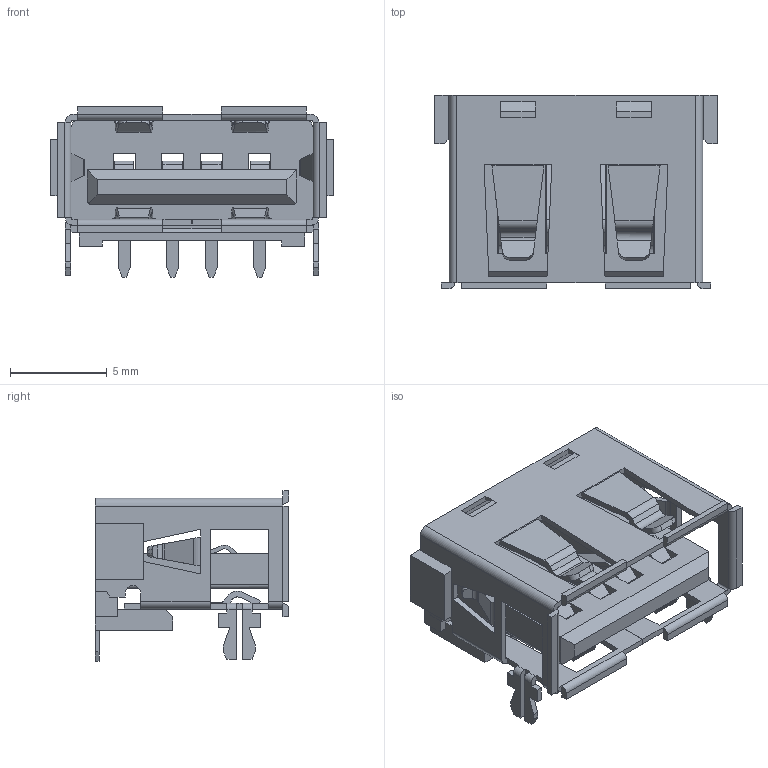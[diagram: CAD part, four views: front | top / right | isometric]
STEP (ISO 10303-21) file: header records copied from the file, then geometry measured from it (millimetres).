
FILE_DESCRIPTION (( 'STEP AP214' ), '1' );
FILE_NAME ('USB20_AF10TH.STEP', '2020-07-25T14:41:20', ( 'boksop' ), ( '' ), 'SwSTEP 2.0', 'SolidWorks 2020', '' );
FILE_SCHEMA (( 'AUTOMOTIVE_DESIGN' ));
Length unit declared in the file: millimetre
Products named in the file (7): 614104150121_03; 614104150121_06; 614104150121_01; 614104150121_05; USB20_AF10TH; 614104150121_02; 614104150121_04
Assembly tree (6 placements, depth 2):
  USB20_AF10TH
    614104150121_01
    614104150121_02
    614104150121_03
    614104150121_04
    614104150121_05
    614104150121_06
Bounding box: 14.6 x 10 x 8.82 mm (x, y, z)
Volume: 314.1 mm3; surface area: 1441.5 mm2
Topology: 6 solids, 6 shells, 649 faces, 1846 edges, 1198 vertices
Faces by surface type: plane 528, cylinder 121
Entity records: 28161 total; most frequent: CARTESIAN_POINT 3990, ORIENTED_EDGE 3692, DIRECTION 3214, EDGE_CURVE 1846, VECTOR 1602, LINE 1602, VERTEX_POINT 1198, AXIS2_PLACEMENT_3D 806
